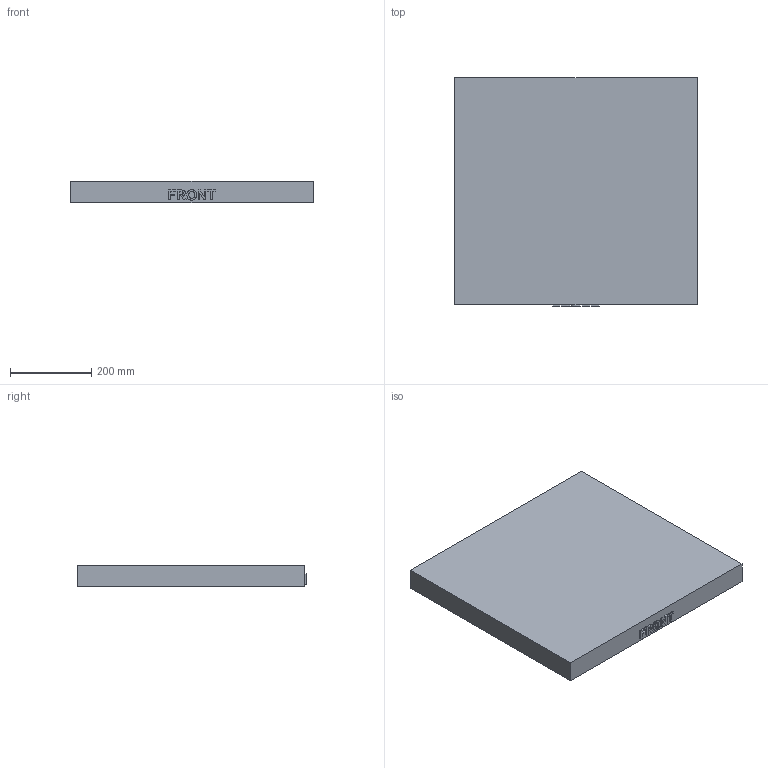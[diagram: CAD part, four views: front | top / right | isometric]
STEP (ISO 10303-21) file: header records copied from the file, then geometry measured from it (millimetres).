
FILE_DESCRIPTION( ( 'Unknown' ), '1' );
FILE_NAME( '2875-lid_internal_tub.stp', 'Unknown', ( 'Unknown' ), ( 'Unknown' ), 'PSStep 10.1', 'Unknown', ' ' );
FILE_SCHEMA( ( 'AUTOMOTIVE_DESIGN { 1 0 10303 214 1 1 1 1 }' ) );
Length unit declared in the file: millimetre
Products named in the file (1): 1
Bounding box: 596.9 x 561.98 x 53.98 mm (x, y, z)
Volume: 3015007.7 mm3; surface area: 889607.2 mm2
Topology: 1 solids, 1 shells, 546 faces, 1277 edges, 714 vertices
Faces by surface type: bspline 274, cylinder 158, plane 108, extrusion 6
Entity records: 21964 total; most frequent: CARTESIAN_POINT 11780, ORIENTED_EDGE 2494, DIRECTION 1587, EDGE_CURVE 1247, VERTEX_POINT 714, AXIS2_PLACEMENT_3D 641, B_SPLINE_CURVE_WITH_KNOTS 572, EDGE_LOOP 557
